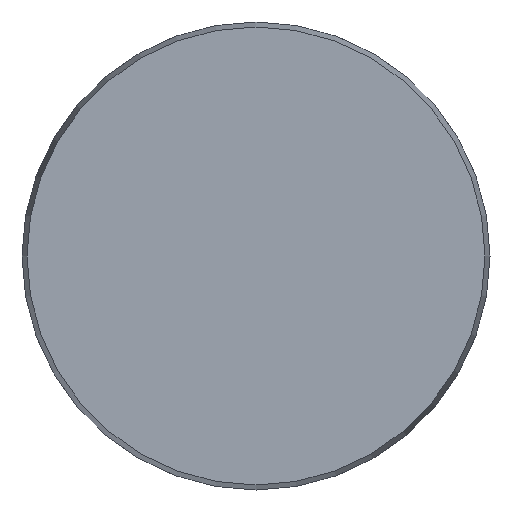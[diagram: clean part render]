
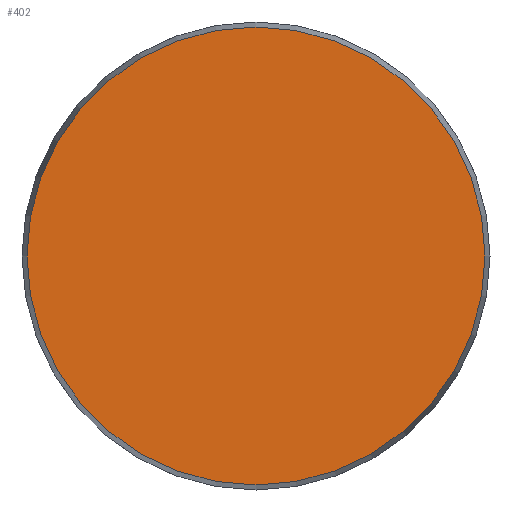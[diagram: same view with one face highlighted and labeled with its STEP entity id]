
A CAD part, front view. The second image highlights one B-rep face of the part: STEP entity #402.
In plain terms, the highlighted planar face has unit normal (0, -1, 0).
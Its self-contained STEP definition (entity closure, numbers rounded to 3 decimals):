
#16 = DIRECTION ( 'NONE',  ( 0., -1., 0. ) ) ;
#34 = AXIS2_PLACEMENT_3D ( 'NONE', #441, #350, #363 ) ;
#66 = EDGE_LOOP ( 'NONE', ( #451, #434 ) ) ;
#149 = FACE_OUTER_BOUND ( 'NONE', #66, .T. ) ;
#161 = VERTEX_POINT ( 'NONE', #253 ) ;
#215 = DIRECTION ( 'NONE',  ( 0., 0., 1. ) ) ;
#253 = CARTESIAN_POINT ( 'NONE',  ( 0., 0., -39.143 ) ) ;
#281 = EDGE_CURVE ( 'NONE', #161, #510, #616, .T. ) ;
#350 = DIRECTION ( 'NONE',  ( 0., -1., 0. ) ) ;
#363 = DIRECTION ( 'NONE',  ( 0., 0., -1. ) ) ;
#402 = ADVANCED_FACE ( 'NONE', ( #149 ), #766, .F. ) ;
#404 = CARTESIAN_POINT ( 'NONE',  ( 0., 0., 39.143 ) ) ;
#411 = CARTESIAN_POINT ( 'NONE',  ( 0., 0., 0. ) ) ;
#414 = DIRECTION ( 'NONE',  ( 0., 0., -1. ) ) ;
#434 = ORIENTED_EDGE ( 'NONE', *, *, #281, .T. ) ;
#441 = CARTESIAN_POINT ( 'NONE',  ( 0., 0., 0. ) ) ;
#451 = ORIENTED_EDGE ( 'NONE', *, *, #540, .T. ) ;
#510 = VERTEX_POINT ( 'NONE', #404 ) ;
#540 = EDGE_CURVE ( 'NONE', #510, #161, #1003, .T. ) ;
#551 = AXIS2_PLACEMENT_3D ( 'NONE', #411, #16, #414 ) ;
#616 = CIRCLE ( 'NONE', #34, 39.143 ) ;
#618 = CARTESIAN_POINT ( 'NONE',  ( -39.143, 0., 0. ) ) ;
#680 = AXIS2_PLACEMENT_3D ( 'NONE', #618, #927, #215 ) ;
#766 = PLANE ( 'NONE',  #680 ) ;
#927 = DIRECTION ( 'NONE',  ( 0., 1., 0. ) ) ;
#1003 = CIRCLE ( 'NONE', #551, 39.143 ) ;
